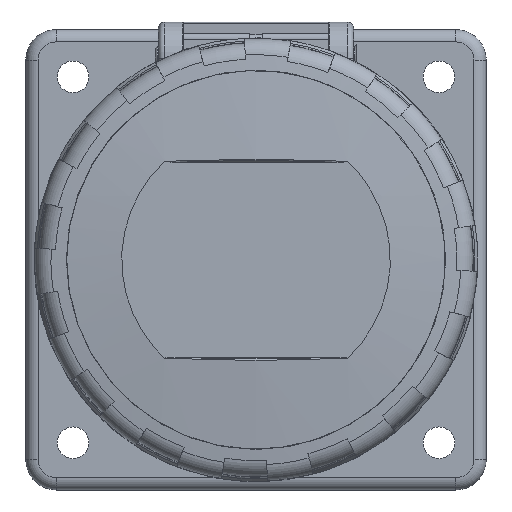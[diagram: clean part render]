
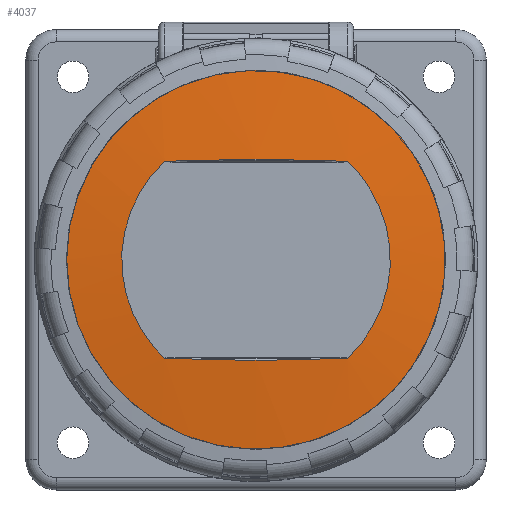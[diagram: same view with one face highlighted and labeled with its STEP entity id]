
A CAD part, front view. The second image highlights one B-rep face of the part: STEP entity #4037.
In plain terms, the highlighted spherical face has radius 256 mm.
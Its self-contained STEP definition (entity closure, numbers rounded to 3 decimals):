
#293=SPHERICAL_SURFACE('',#36469,256.);
#965=FACE_BOUND('',#8454,.T.);
#966=FACE_BOUND('',#8455,.T.);
#4037=ADVANCED_FACE('',(#965,#966),#293,.T.);
#8454=EDGE_LOOP('',(#20304,#20305,#20306,#20307));
#8455=EDGE_LOOP('',(#20308));
#9262=B_SPLINE_CURVE_WITH_KNOTS('',3,(#68830,#68831,#68832,#68833,#68834,
#68835),.UNSPECIFIED.,.F.,.F.,(4,2,4),(0.,0.5,1.),.UNSPECIFIED.);
#9263=B_SPLINE_CURVE_WITH_KNOTS('',3,(#68838,#68839,#68840,#68841),
 .UNSPECIFIED.,.F.,.F.,(4,4),(0.,1.),.UNSPECIFIED.);
#9264=B_SPLINE_CURVE_WITH_KNOTS('',3,(#68843,#68844,#68845,#68846,#68847,
#68848),.UNSPECIFIED.,.F.,.F.,(4,2,4),(0.,0.5,1.),.UNSPECIFIED.);
#9265=B_SPLINE_CURVE_WITH_KNOTS('',3,(#68850,#68851,#68852,#68853),
 .UNSPECIFIED.,.F.,.F.,(4,4),(0.,1.),.UNSPECIFIED.);
#10859=CIRCLE('',#36468,31.1);
#20304=ORIENTED_EDGE('',*,*,#28478,.F.);
#20305=ORIENTED_EDGE('',*,*,#28479,.F.);
#20306=ORIENTED_EDGE('',*,*,#28480,.F.);
#20307=ORIENTED_EDGE('',*,*,#28481,.F.);
#20308=ORIENTED_EDGE('',*,*,#28482,.T.);
#23662=VERTEX_POINT('',#68836);
#23663=VERTEX_POINT('',#68837);
#23664=VERTEX_POINT('',#68842);
#23665=VERTEX_POINT('',#68849);
#23666=VERTEX_POINT('',#68855);
#28478=EDGE_CURVE('',#23662,#23663,#9262,.T.);
#28479=EDGE_CURVE('',#23664,#23662,#9263,.T.);
#28480=EDGE_CURVE('',#23665,#23664,#9264,.T.);
#28481=EDGE_CURVE('',#23663,#23665,#9265,.T.);
#28482=EDGE_CURVE('',#23666,#23666,#10859,.T.);
#36468=AXIS2_PLACEMENT_3D('',#68854,#45761,#45762);
#36469=AXIS2_PLACEMENT_3D('',#68856,#45763,#45764);
#45761=DIRECTION('',(0.,-1.,0.));
#45762=DIRECTION('',(0.,0.,-1.));
#45763=DIRECTION('',(0.,0.,-1.));
#45764=DIRECTION('',(1.,0.,0.));
#68830=CARTESIAN_POINT('',(14.979,-38.85,-8.188));
#68831=CARTESIAN_POINT('',(19.429,-38.85,-4.063));
#68832=CARTESIAN_POINT('',(22.034,-38.85,1.905));
#68833=CARTESIAN_POINT('',(22.034,-38.85,14.039));
#68834=CARTESIAN_POINT('',(19.43,-38.85,20.006));
#68835=CARTESIAN_POINT('',(14.979,-38.85,24.132));
#68836=CARTESIAN_POINT('',(14.979,-38.85,-8.188));
#68837=CARTESIAN_POINT('',(14.979,-38.85,24.132));
#68838=CARTESIAN_POINT('',(-14.979,-38.85,-8.188));
#68839=CARTESIAN_POINT('',(-5.01,-39.406,-8.654));
#68840=CARTESIAN_POINT('',(5.01,-39.406,-8.654));
#68841=CARTESIAN_POINT('',(14.979,-38.85,-8.188));
#68842=CARTESIAN_POINT('',(-14.979,-38.85,-8.188));
#68843=CARTESIAN_POINT('',(-14.979,-38.85,24.132));
#68844=CARTESIAN_POINT('',(-19.429,-38.85,20.007));
#68845=CARTESIAN_POINT('',(-22.034,-38.85,14.039));
#68846=CARTESIAN_POINT('',(-22.034,-38.85,1.905));
#68847=CARTESIAN_POINT('',(-19.43,-38.85,-4.062));
#68848=CARTESIAN_POINT('',(-14.979,-38.85,-8.188));
#68849=CARTESIAN_POINT('',(-14.979,-38.85,24.132));
#68850=CARTESIAN_POINT('',(14.979,-38.85,24.132));
#68851=CARTESIAN_POINT('',(5.01,-39.406,24.598));
#68852=CARTESIAN_POINT('',(-5.01,-39.406,24.598));
#68853=CARTESIAN_POINT('',(-14.979,-38.85,24.132));
#68854=CARTESIAN_POINT('',(0.,-37.904,7.972));
#68855=CARTESIAN_POINT('',(0.,-37.904,-23.128));
#68856=CARTESIAN_POINT('',(0.,216.2,7.972));
